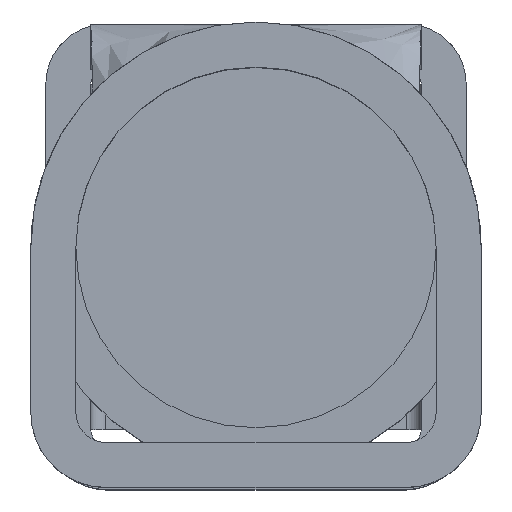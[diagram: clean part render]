
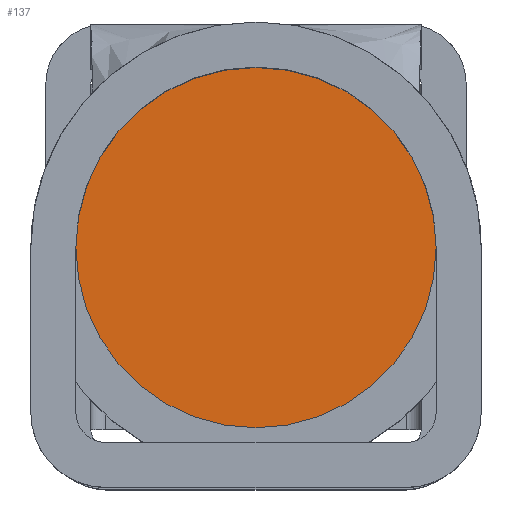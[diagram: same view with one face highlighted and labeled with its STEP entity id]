
A CAD part, top view. The second image highlights one B-rep face of the part: STEP entity #137.
In plain terms, the highlighted planar face has unit normal (0, 0, 1).
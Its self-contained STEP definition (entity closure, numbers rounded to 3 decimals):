
#137=ADVANCED_FACE('',(#329),#330,.F.);
#329=FACE_OUTER_BOUND('',#1337,.T.);
#330=PLANE('',#1338);
#1337=EDGE_LOOP('',(#2071,#2072));
#1338=AXIS2_PLACEMENT_3D('',#2073,#2074,#2075);
#2071=ORIENTED_EDGE('',*,*,#2327,.F.);
#2072=ORIENTED_EDGE('',*,*,#2360,.T.);
#2073=CARTESIAN_POINT('',(0.0,0.0,-1.8));
#2074=DIRECTION('',(0.0,0.0,-1.0));
#2075=DIRECTION('',(0.0,-1.0,0.0));
#2327=EDGE_CURVE('',#2706,#2708,#2709,.T.);
#2360=EDGE_CURVE('',#2706,#2708,#2762,.T.);
#2706=VERTEX_POINT('',#3478);
#2708=VERTEX_POINT('',#3481);
#2709=CIRCLE('',#3482,1.2);
#2762=CIRCLE('',#3557,1.2);
#3478=CARTESIAN_POINT('',(0.0,-1.2,-1.8));
#3481=CARTESIAN_POINT('',(0.0,1.2,-1.8));
#3482=AXIS2_PLACEMENT_3D('',#3865,#3866,#3867);
#3557=AXIS2_PLACEMENT_3D('',#3920,#3921,#3922);
#3865=CARTESIAN_POINT('',(0.0,0.0,-1.8));
#3866=DIRECTION('',(0.0,0.0,-1.0));
#3867=DIRECTION('',(0.0,-1.0,0.0));
#3920=CARTESIAN_POINT('',(0.0,0.0,-1.8));
#3921=DIRECTION('',(0.0,0.0,1.0));
#3922=DIRECTION('',(0.0,-1.0,0.0));
